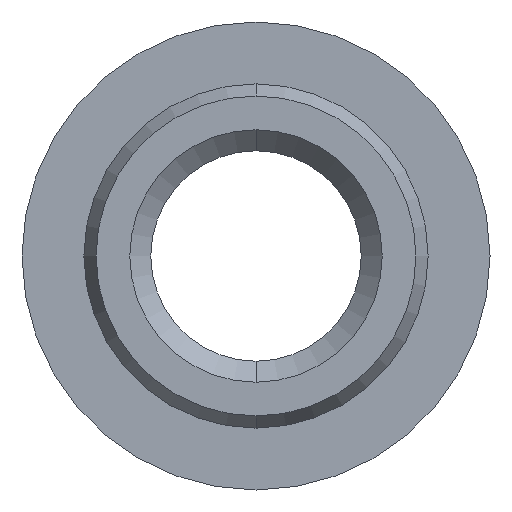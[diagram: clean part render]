
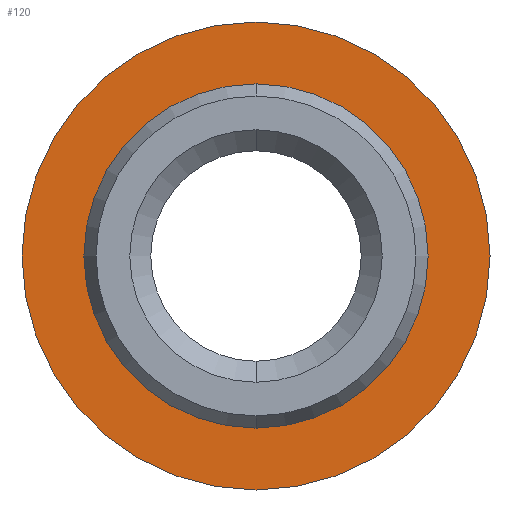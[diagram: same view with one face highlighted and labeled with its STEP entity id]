
A CAD part, front view. The second image highlights one B-rep face of the part: STEP entity #120.
In plain terms, the highlighted planar face has unit normal (0, -1, 0).
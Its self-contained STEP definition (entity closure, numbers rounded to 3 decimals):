
#8 = CIRCLE ( 'NONE', #288, 2.045 ) ;
#29 = EDGE_CURVE ( 'NONE', #362, #216, #39, .T. ) ;
#31 = DIRECTION ( 'NONE',  ( 0., 0., 1. ) ) ;
#39 = CIRCLE ( 'NONE', #479, 2.78 ) ;
#40 = AXIS2_PLACEMENT_3D ( 'NONE', #409, #114, #450 ) ;
#60 = ORIENTED_EDGE ( 'NONE', *, *, #29, .F. ) ;
#62 = CARTESIAN_POINT ( 'NONE',  ( 0., 0., 0. ) ) ;
#79 = CARTESIAN_POINT ( 'NONE',  ( 0., 0., 0. ) ) ;
#83 = FACE_OUTER_BOUND ( 'NONE', #149, .T. ) ;
#88 = DIRECTION ( 'NONE',  ( 0., 0., 1. ) ) ;
#114 = DIRECTION ( 'NONE',  ( 0., 1., 0. ) ) ;
#120 = ADVANCED_FACE ( 'NONE', ( #83, #496 ), #416, .F. ) ;
#138 = ORIENTED_EDGE ( 'NONE', *, *, #378, .T. ) ;
#149 = EDGE_LOOP ( 'NONE', ( #174, #60 ) ) ;
#155 = AXIS2_PLACEMENT_3D ( 'NONE', #79, #199, #165 ) ;
#163 = DIRECTION ( 'NONE',  ( 0., 1., 0. ) ) ;
#165 = DIRECTION ( 'NONE',  ( 0., 0., 1. ) ) ;
#170 = CARTESIAN_POINT ( 'NONE',  ( 0., 0., -2.78 ) ) ;
#174 = ORIENTED_EDGE ( 'NONE', *, *, #435, .F. ) ;
#185 = EDGE_CURVE ( 'NONE', #509, #364, #336, .T. ) ;
#199 = DIRECTION ( 'NONE',  ( 0., 1., 0. ) ) ;
#203 = CARTESIAN_POINT ( 'NONE',  ( 2.045, 0., 0. ) ) ;
#207 = DIRECTION ( 'NONE',  ( 0., 1., 0. ) ) ;
#216 = VERTEX_POINT ( 'NONE', #282 ) ;
#255 = ORIENTED_EDGE ( 'NONE', *, *, #185, .T. ) ;
#259 = CARTESIAN_POINT ( 'NONE',  ( 0., 0., 2.045 ) ) ;
#261 = AXIS2_PLACEMENT_3D ( 'NONE', #203, #163, #280 ) ;
#280 = DIRECTION ( 'NONE',  ( 0., 0., 1. ) ) ;
#282 = CARTESIAN_POINT ( 'NONE',  ( 0., 0., 2.78 ) ) ;
#288 = AXIS2_PLACEMENT_3D ( 'NONE', #62, #393, #31 ) ;
#325 = CIRCLE ( 'NONE', #40, 2.78 ) ;
#328 = CARTESIAN_POINT ( 'NONE',  ( 0., 0., -2.045 ) ) ;
#336 = CIRCLE ( 'NONE', #155, 2.045 ) ;
#362 = VERTEX_POINT ( 'NONE', #170 ) ;
#364 = VERTEX_POINT ( 'NONE', #259 ) ;
#378 = EDGE_CURVE ( 'NONE', #364, #509, #8, .T. ) ;
#390 = CARTESIAN_POINT ( 'NONE',  ( 0., 0., 0. ) ) ;
#393 = DIRECTION ( 'NONE',  ( 0., 1., 0. ) ) ;
#399 = EDGE_LOOP ( 'NONE', ( #138, #255 ) ) ;
#409 = CARTESIAN_POINT ( 'NONE',  ( 0., 0., 0. ) ) ;
#416 = PLANE ( 'NONE',  #261 ) ;
#435 = EDGE_CURVE ( 'NONE', #216, #362, #325, .T. ) ;
#450 = DIRECTION ( 'NONE',  ( 0., 0., 1. ) ) ;
#479 = AXIS2_PLACEMENT_3D ( 'NONE', #390, #207, #88 ) ;
#496 = FACE_BOUND ( 'NONE', #399, .T. ) ;
#509 = VERTEX_POINT ( 'NONE', #328 ) ;
